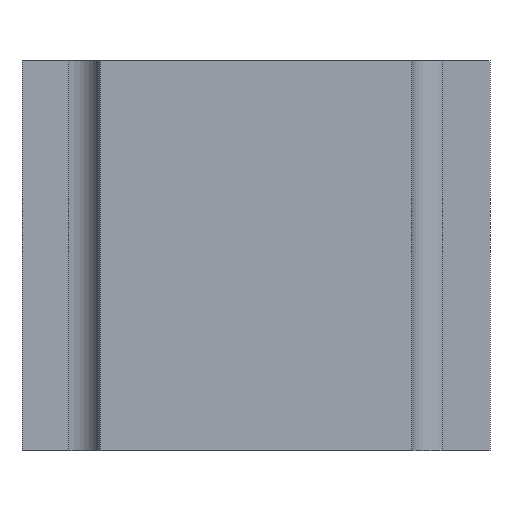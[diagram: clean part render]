
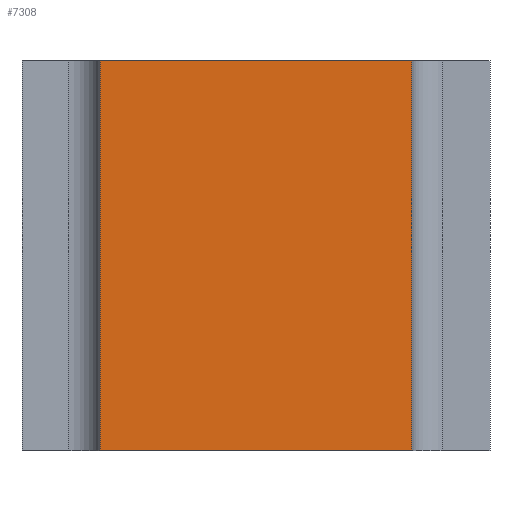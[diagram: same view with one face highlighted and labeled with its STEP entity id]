
A CAD part, front view. The second image highlights one B-rep face of the part: STEP entity #7308.
In plain terms, the highlighted planar face has unit normal (0, -1, 0).
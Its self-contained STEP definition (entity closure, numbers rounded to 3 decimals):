
#83 = CARTESIAN_POINT ( 'NONE',  ( 5.01, 2.5, -25. ) ) ;
#363 = CARTESIAN_POINT ( 'NONE',  ( 0., 2.5, 0. ) ) ;
#567 = LINE ( 'NONE', #910, #6831 ) ;
#611 = VERTEX_POINT ( 'NONE', #2924 ) ;
#910 = CARTESIAN_POINT ( 'NONE',  ( 24.99, 2.5, -25. ) ) ;
#961 = CARTESIAN_POINT ( 'NONE',  ( 5.01, 2.5, 0. ) ) ;
#1470 = PLANE ( 'NONE',  #5399 ) ;
#2080 = LINE ( 'NONE', #363, #5322 ) ;
#2144 = CARTESIAN_POINT ( 'NONE',  ( 5.01, 2.5, -25. ) ) ;
#2513 = CARTESIAN_POINT ( 'NONE',  ( 24.99, 2.5, 0. ) ) ;
#2782 = ORIENTED_EDGE ( 'NONE', *, *, #4352, .F. ) ;
#2924 = CARTESIAN_POINT ( 'NONE',  ( 24.99, 2.5, -25. ) ) ;
#3021 = DIRECTION ( 'NONE',  ( 1., 0., 0. ) ) ;
#3390 = FACE_OUTER_BOUND ( 'NONE', #5486, .T. ) ;
#3505 = EDGE_CURVE ( 'NONE', #4549, #611, #5046, .T. ) ;
#3719 = VERTEX_POINT ( 'NONE', #961 ) ;
#3730 = DIRECTION ( 'NONE',  ( 0., 0., -1. ) ) ;
#3750 = DIRECTION ( 'NONE',  ( 0., -1., 0. ) ) ;
#4161 = ORIENTED_EDGE ( 'NONE', *, *, #3505, .T. ) ;
#4352 = EDGE_CURVE ( 'NONE', #3719, #7650, #2080, .T. ) ;
#4443 = DIRECTION ( 'NONE',  ( 1., 0., 0. ) ) ;
#4549 = VERTEX_POINT ( 'NONE', #83 ) ;
#4656 = EDGE_CURVE ( 'NONE', #611, #7650, #567, .T. ) ;
#5046 = LINE ( 'NONE', #7393, #5145 ) ;
#5145 = VECTOR ( 'NONE', #4443, 1000. ) ;
#5322 = VECTOR ( 'NONE', #3021, 1000. ) ;
#5399 = AXIS2_PLACEMENT_3D ( 'NONE', #5604, #3750, #3730 ) ;
#5484 = VECTOR ( 'NONE', #7079, 1000. ) ;
#5486 = EDGE_LOOP ( 'NONE', ( #2782, #7577, #4161, #5968 ) ) ;
#5604 = CARTESIAN_POINT ( 'NONE',  ( 0., 2.5, -25. ) ) ;
#5968 = ORIENTED_EDGE ( 'NONE', *, *, #4656, .T. ) ;
#6831 = VECTOR ( 'NONE', #7019, 1000. ) ;
#6960 = EDGE_CURVE ( 'NONE', #4549, #3719, #7082, .T. ) ;
#7019 = DIRECTION ( 'NONE',  ( 0., 0., 1. ) ) ;
#7079 = DIRECTION ( 'NONE',  ( 0., 0., 1. ) ) ;
#7082 = LINE ( 'NONE', #2144, #5484 ) ;
#7308 = ADVANCED_FACE ( 'NONE', ( #3390 ), #1470, .T. ) ;
#7393 = CARTESIAN_POINT ( 'NONE',  ( 0., 2.5, -25. ) ) ;
#7577 = ORIENTED_EDGE ( 'NONE', *, *, #6960, .F. ) ;
#7650 = VERTEX_POINT ( 'NONE', #2513 ) ;
